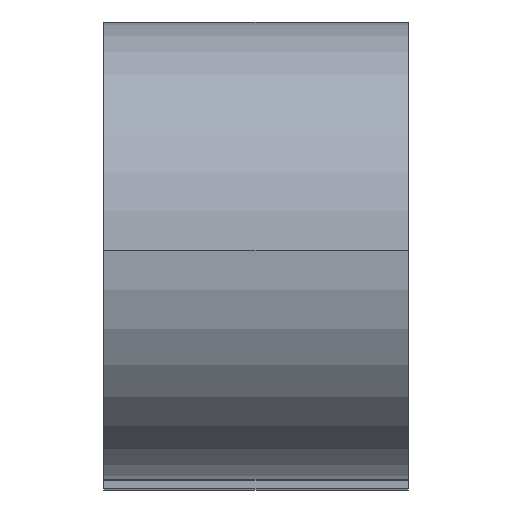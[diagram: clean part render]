
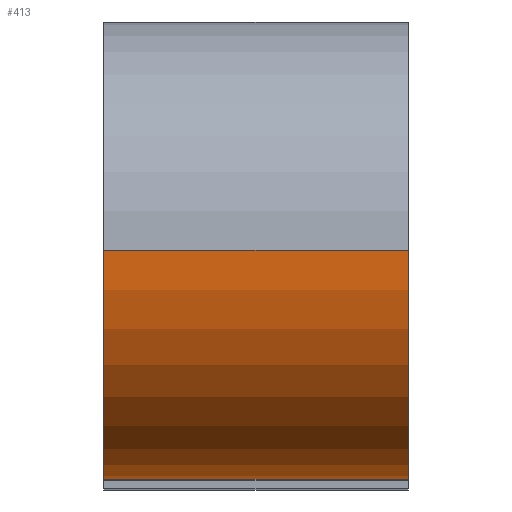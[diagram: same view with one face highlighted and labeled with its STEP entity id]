
A CAD part, top view. The second image highlights one B-rep face of the part: STEP entity #413.
In plain terms, the highlighted cylindrical face has radius 9.525 mm (diameter 19.05 mm), a partial arc.
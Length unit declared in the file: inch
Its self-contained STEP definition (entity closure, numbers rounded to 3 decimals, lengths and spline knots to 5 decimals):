
#1 = CARTESIAN_POINT ( 'NONE',  ( 0.25, -0.375, 0. ) ) ;
#2 = EDGE_CURVE ( 'NONE', #418, #526, #587, .T. ) ;
#9 = CARTESIAN_POINT ( 'NONE',  ( -0.25, 0., 0. ) ) ;
#13 = VERTEX_POINT ( 'NONE', #1 ) ;
#47 = CARTESIAN_POINT ( 'NONE',  ( 0.25, 0., 0. ) ) ;
#53 = LINE ( 'NONE', #435, #264 ) ;
#62 = EDGE_CURVE ( 'NONE', #13, #393, #53, .T. ) ;
#106 = AXIS2_PLACEMENT_3D ( 'NONE', #47, #540, #490 ) ;
#109 = ORIENTED_EDGE ( 'NONE', *, *, #62, .F. ) ;
#110 = FACE_OUTER_BOUND ( 'NONE', #314, .T. ) ;
#113 = EDGE_CURVE ( 'NONE', #418, #13, #644, .T. ) ;
#171 = DIRECTION ( 'NONE',  ( -1., 0., 0. ) ) ;
#228 = CARTESIAN_POINT ( 'NONE',  ( 0.25, 0., 0.375 ) ) ;
#264 = VECTOR ( 'NONE', #171, 39.37008 ) ;
#269 = DIRECTION ( 'NONE',  ( 1., 0., 0. ) ) ;
#272 = DIRECTION ( 'NONE',  ( 1., 0., 0. ) ) ;
#284 = CARTESIAN_POINT ( 'NONE',  ( 0.25, 0., 0. ) ) ;
#314 = EDGE_LOOP ( 'NONE', ( #410, #404, #630, #109 ) ) ;
#324 = DIRECTION ( 'NONE',  ( 0., 0., -1. ) ) ;
#329 = CYLINDRICAL_SURFACE ( 'NONE', #106, 0.375 ) ;
#393 = VERTEX_POINT ( 'NONE', #536 ) ;
#404 = ORIENTED_EDGE ( 'NONE', *, *, #2, .T. ) ;
#405 = CARTESIAN_POINT ( 'NONE',  ( -0.25, 0., 0.375 ) ) ;
#410 = ORIENTED_EDGE ( 'NONE', *, *, #113, .F. ) ;
#413 = ADVANCED_FACE ( 'NONE', ( #110 ), #329, .T. ) ;
#417 = EDGE_CURVE ( 'NONE', #526, #393, #479, .T. ) ;
#418 = VERTEX_POINT ( 'NONE', #685 ) ;
#435 = CARTESIAN_POINT ( 'NONE',  ( 0.25, -0.375, 0. ) ) ;
#438 = VECTOR ( 'NONE', #640, 39.37008 ) ;
#478 = DIRECTION ( 'NONE',  ( 0., 0., -1. ) ) ;
#479 = CIRCLE ( 'NONE', #534, 0.375 ) ;
#490 = DIRECTION ( 'NONE',  ( 0., 0., 1. ) ) ;
#507 = AXIS2_PLACEMENT_3D ( 'NONE', #284, #272, #324 ) ;
#526 = VERTEX_POINT ( 'NONE', #405 ) ;
#534 = AXIS2_PLACEMENT_3D ( 'NONE', #9, #269, #478 ) ;
#536 = CARTESIAN_POINT ( 'NONE',  ( -0.25, -0.375, 0. ) ) ;
#540 = DIRECTION ( 'NONE',  ( -1., 0., 0. ) ) ;
#587 = LINE ( 'NONE', #228, #438 ) ;
#630 = ORIENTED_EDGE ( 'NONE', *, *, #417, .T. ) ;
#640 = DIRECTION ( 'NONE',  ( -1., 0., 0. ) ) ;
#644 = CIRCLE ( 'NONE', #507, 0.375 ) ;
#685 = CARTESIAN_POINT ( 'NONE',  ( 0.25, 0., 0.375 ) ) ;
